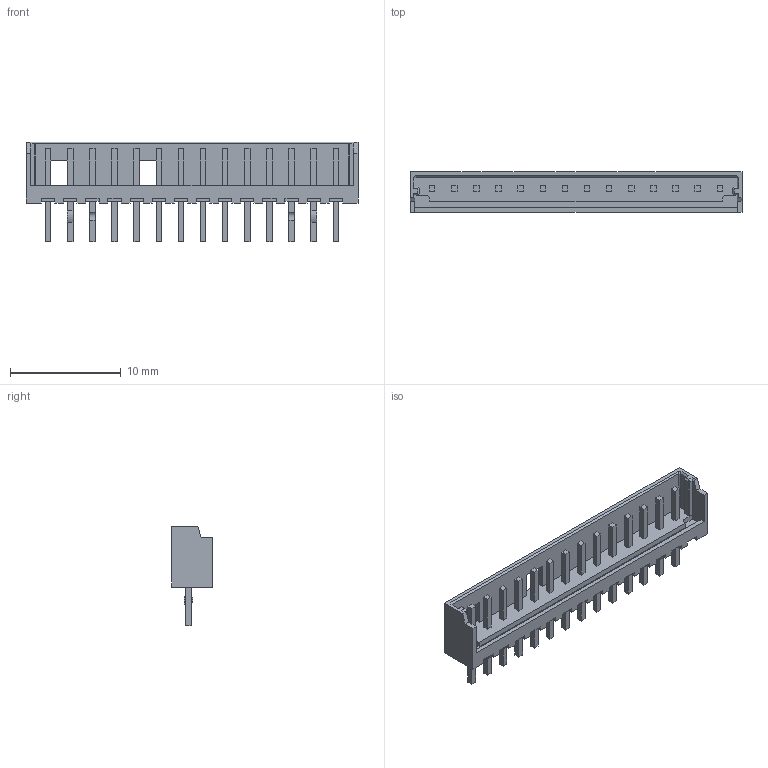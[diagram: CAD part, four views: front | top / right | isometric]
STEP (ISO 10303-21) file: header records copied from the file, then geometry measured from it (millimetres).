
FILE_DESCRIPTION(('FreeCAD Model'),'2;1');
FILE_NAME('Molex_Micro-Latch_14x2.00mm_Straight.stp','2016-04-02T15:22:21',( 'Author'),(''),'Open CASCADE STEP processor 6.8','FreeCAD','Unknown' );
FILE_SCHEMA(('AUTOMOTIVE_DESIGN_CC2 { 1 2 10303 214 -1 1 5 4 }'));
Length unit declared in the file: millimetre
Products named in the file (1): 532531470
Bounding box: 30 x 3.65 x 9 mm (x, y, z)
Volume: 239.6 mm3; surface area: 859.4 mm2
Topology: 1 solids, 1 shells, 329 faces, 887 edges, 586 vertices
Faces by surface type: plane 321, cylinder 8
Entity records: 22377 total; most frequent: CARTESIAN_POINT 4393, DIRECTION 3297, LINE 2597, VECTOR 2597, ORIENTED_EDGE 1774, PCURVE 1774, DEFINITIONAL_REPRESENTATION 1774, EDGE_CURVE 887
